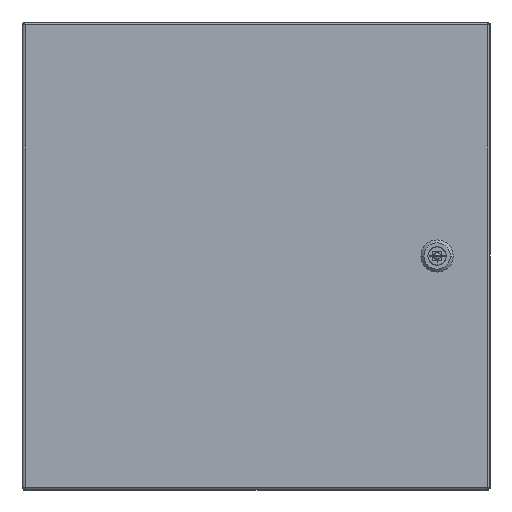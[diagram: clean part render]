
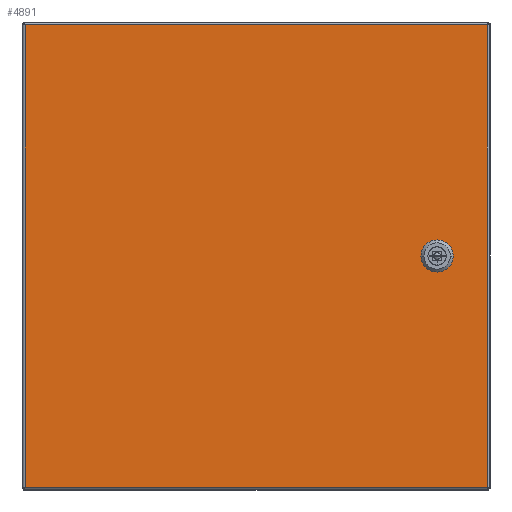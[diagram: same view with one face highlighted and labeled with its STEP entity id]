
A CAD part, front view. The second image highlights one B-rep face of the part: STEP entity #4891.
In plain terms, the highlighted planar face has unit normal (0, -1, 0).
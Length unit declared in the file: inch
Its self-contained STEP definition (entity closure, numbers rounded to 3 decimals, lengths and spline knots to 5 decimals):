
#29 = CARTESIAN_POINT ( 'NONE',  ( 6.422, -10.822, 0.395 ) ) ;
#734 = DIRECTION ( 'NONE',  ( 1., 0., 0. ) ) ;
#765 = CARTESIAN_POINT ( 'NONE',  ( 6.5865, -10.822, -0.2315 ) ) ;
#933 = VERTEX_POINT ( 'NONE', #8987 ) ;
#942 = EDGE_CURVE ( 'NONE', #6896, #933, #19046, .T. ) ;
#1292 = EDGE_CURVE ( 'NONE', #933, #9298, #9277, .T. ) ;
#1889 = EDGE_CURVE ( 'NONE', #9298, #18812, #15271, .T. ) ;
#2337 = VERTEX_POINT ( 'NONE', #3689 ) ;
#2348 = CARTESIAN_POINT ( 'NONE',  ( -7.896, -10.822, -7.899 ) ) ;
#2362 = VECTOR ( 'NONE', #17042, 39.37008 ) ;
#2388 = FACE_OUTER_BOUND ( 'NONE', #8697, .T. ) ;
#2432 = VERTEX_POINT ( 'NONE', #765 ) ;
#2473 = VECTOR ( 'NONE', #19395, 39.37008 ) ;
#2508 = DIRECTION ( 'NONE',  ( 0., 0., -1. ) ) ;
#2821 = VECTOR ( 'NONE', #734, 39.37008 ) ;
#2934 = EDGE_CURVE ( 'NONE', #18812, #2337, #6566, .T. ) ;
#2955 = CARTESIAN_POINT ( 'NONE',  ( 7.901, -10.822, -7.899 ) ) ;
#3281 = CARTESIAN_POINT ( 'NONE',  ( -7.896, -10.822, -7.899 ) ) ;
#3636 = CARTESIAN_POINT ( 'NONE',  ( 6.5865, -10.822, -0.2315 ) ) ;
#3689 = CARTESIAN_POINT ( 'NONE',  ( 5.96, -10.822, 0.395 ) ) ;
#3860 = CARTESIAN_POINT ( 'NONE',  ( 6.422, -10.822, 0.395 ) ) ;
#4437 = CARTESIAN_POINT ( 'NONE',  ( -7.896, -10.822, -7.899 ) ) ;
#4513 = LINE ( 'NONE', #2348, #2821 ) ;
#4594 = VECTOR ( 'NONE', #13186, 39.37008 ) ;
#4681 = LINE ( 'NONE', #2955, #2473 ) ;
#4891 = ADVANCED_FACE ( 'NONE', ( #2388, #13550 ), #16887, .T. ) ;
#4923 = DIRECTION ( 'NONE',  ( -1., 0., 0. ) ) ;
#5364 = LINE ( 'NONE', #3636, #2362 ) ;
#5430 = CARTESIAN_POINT ( 'NONE',  ( -7.896, -10.822, 7.898 ) ) ;
#6234 = VECTOR ( 'NONE', #14892, 39.37008 ) ;
#6361 = LINE ( 'NONE', #21187, #11729 ) ;
#6456 = DIRECTION ( 'NONE',  ( 1., 0., 0. ) ) ;
#6479 = VECTOR ( 'NONE', #7569, 39.37008 ) ;
#6512 = ORIENTED_EDGE ( 'NONE', *, *, #15783, .T. ) ;
#6566 = LINE ( 'NONE', #8179, #6234 ) ;
#6652 = ORIENTED_EDGE ( 'NONE', *, *, #7645, .T. ) ;
#6796 = VECTOR ( 'NONE', #14255, 39.37008 ) ;
#6896 = VERTEX_POINT ( 'NONE', #17010 ) ;
#7264 = CARTESIAN_POINT ( 'NONE',  ( -7.896, -10.822, -7.899 ) ) ;
#7552 = CARTESIAN_POINT ( 'NONE',  ( 7.901, -10.822, -7.899 ) ) ;
#7569 = DIRECTION ( 'NONE',  ( -1., 0., 0. ) ) ;
#7645 = EDGE_CURVE ( 'NONE', #2432, #6896, #5364, .T. ) ;
#8179 = CARTESIAN_POINT ( 'NONE',  ( 5.96, -10.822, 0.395 ) ) ;
#8339 = VECTOR ( 'NONE', #12008, 39.37008 ) ;
#8697 = EDGE_LOOP ( 'NONE', ( #6512, #9804, #11901, #20402 ) ) ;
#8747 = CARTESIAN_POINT ( 'NONE',  ( 7.901, -10.822, 7.898 ) ) ;
#8987 = CARTESIAN_POINT ( 'NONE',  ( 5.96, -10.822, -0.396 ) ) ;
#8993 = LINE ( 'NONE', #4437, #18267 ) ;
#9040 = EDGE_CURVE ( 'NONE', #16782, #17526, #8993, .T. ) ;
#9277 = LINE ( 'NONE', #19223, #6796 ) ;
#9298 = VERTEX_POINT ( 'NONE', #15133 ) ;
#9537 = VERTEX_POINT ( 'NONE', #7552 ) ;
#9777 = CARTESIAN_POINT ( 'NONE',  ( -7.896, -10.822, 7.898 ) ) ;
#9804 = ORIENTED_EDGE ( 'NONE', *, *, #18925, .T. ) ;
#10516 = CARTESIAN_POINT ( 'NONE',  ( 6.5865, -10.822, -0.2315 ) ) ;
#10769 = ORIENTED_EDGE ( 'NONE', *, *, #17706, .T. ) ;
#11062 = ORIENTED_EDGE ( 'NONE', *, *, #2934, .T. ) ;
#11075 = CARTESIAN_POINT ( 'NONE',  ( 5.7955, -10.822, 0.2305 ) ) ;
#11439 = CARTESIAN_POINT ( 'NONE',  ( 6.5865, -10.822, 0.2305 ) ) ;
#11485 = ORIENTED_EDGE ( 'NONE', *, *, #942, .T. ) ;
#11729 = VECTOR ( 'NONE', #6456, 39.37008 ) ;
#11901 = ORIENTED_EDGE ( 'NONE', *, *, #9040, .T. ) ;
#12008 = DIRECTION ( 'NONE',  ( 0., 0., 1. ) ) ;
#12057 = LINE ( 'NONE', #3860, #4594 ) ;
#12230 = CARTESIAN_POINT ( 'NONE',  ( 5.7955, -10.822, 0.2305 ) ) ;
#12645 = CARTESIAN_POINT ( 'NONE',  ( 5.96, -10.822, -0.396 ) ) ;
#12688 = EDGE_CURVE ( 'NONE', #17526, #9537, #4513, .T. ) ;
#13186 = DIRECTION ( 'NONE',  ( 0.707, 0., -0.707 ) ) ;
#13243 = LINE ( 'NONE', #9777, #20826 ) ;
#13550 = FACE_BOUND ( 'NONE', #18826, .T. ) ;
#13742 = EDGE_CURVE ( 'NONE', #2337, #17550, #6361, .T. ) ;
#14255 = DIRECTION ( 'NONE',  ( -0.707, 0., 0.707 ) ) ;
#14892 = DIRECTION ( 'NONE',  ( 0.707, 0., 0.707 ) ) ;
#14993 = ORIENTED_EDGE ( 'NONE', *, *, #13742, .T. ) ;
#15013 = VERTEX_POINT ( 'NONE', #11439 ) ;
#15133 = CARTESIAN_POINT ( 'NONE',  ( 5.7955, -10.822, -0.2315 ) ) ;
#15271 = LINE ( 'NONE', #12230, #8339 ) ;
#15593 = VECTOR ( 'NONE', #2508, 39.37008 ) ;
#15783 = EDGE_CURVE ( 'NONE', #9537, #18468, #4681, .T. ) ;
#15906 = DIRECTION ( 'NONE',  ( 0., 0., -1. ) ) ;
#16741 = ORIENTED_EDGE ( 'NONE', *, *, #1889, .T. ) ;
#16782 = VERTEX_POINT ( 'NONE', #5430 ) ;
#16887 = PLANE ( 'NONE',  #19991 ) ;
#17005 = DIRECTION ( 'NONE',  ( 0., 0., -1. ) ) ;
#17010 = CARTESIAN_POINT ( 'NONE',  ( 6.422, -10.822, -0.396 ) ) ;
#17042 = DIRECTION ( 'NONE',  ( -0.707, 0., -0.707 ) ) ;
#17424 = LINE ( 'NONE', #10516, #15593 ) ;
#17526 = VERTEX_POINT ( 'NONE', #3281 ) ;
#17550 = VERTEX_POINT ( 'NONE', #29 ) ;
#17706 = EDGE_CURVE ( 'NONE', #15013, #2432, #17424, .T. ) ;
#18267 = VECTOR ( 'NONE', #15906, 39.37008 ) ;
#18411 = ORIENTED_EDGE ( 'NONE', *, *, #19559, .T. ) ;
#18468 = VERTEX_POINT ( 'NONE', #8747 ) ;
#18625 = DIRECTION ( 'NONE',  ( 0., -1., 0. ) ) ;
#18812 = VERTEX_POINT ( 'NONE', #11075 ) ;
#18826 = EDGE_LOOP ( 'NONE', ( #16741, #11062, #14993, #18411, #10769, #6652, #11485, #19486 ) ) ;
#18925 = EDGE_CURVE ( 'NONE', #18468, #16782, #13243, .T. ) ;
#19046 = LINE ( 'NONE', #12645, #6479 ) ;
#19223 = CARTESIAN_POINT ( 'NONE',  ( 5.7955, -10.822, -0.2315 ) ) ;
#19395 = DIRECTION ( 'NONE',  ( 0., 0., 1. ) ) ;
#19486 = ORIENTED_EDGE ( 'NONE', *, *, #1292, .T. ) ;
#19559 = EDGE_CURVE ( 'NONE', #17550, #15013, #12057, .T. ) ;
#19991 = AXIS2_PLACEMENT_3D ( 'NONE', #7264, #18625, #17005 ) ;
#20402 = ORIENTED_EDGE ( 'NONE', *, *, #12688, .T. ) ;
#20826 = VECTOR ( 'NONE', #4923, 39.37008 ) ;
#21187 = CARTESIAN_POINT ( 'NONE',  ( 6.422, -10.822, 0.395 ) ) ;
